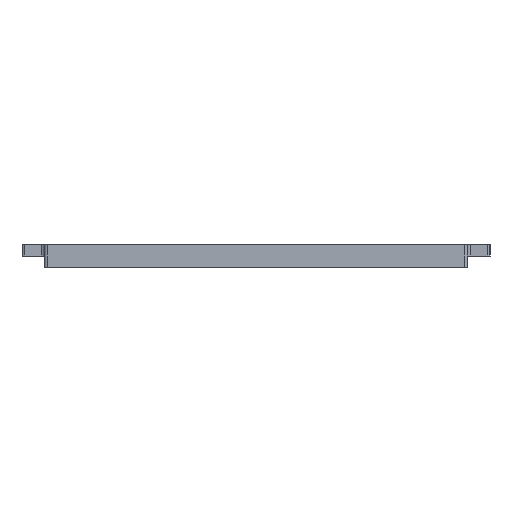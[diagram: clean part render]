
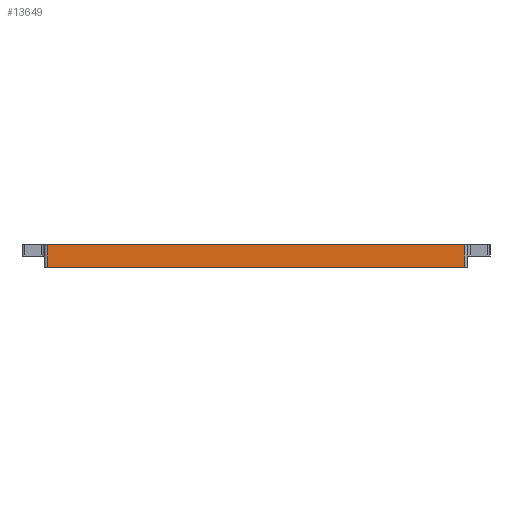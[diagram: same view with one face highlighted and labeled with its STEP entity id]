
A CAD part, left-side view. The second image highlights one B-rep face of the part: STEP entity #13649.
In plain terms, the highlighted planar face has unit normal (-1, 0, 0).
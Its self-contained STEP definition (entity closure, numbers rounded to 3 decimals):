
#131=PLANE('',#14720);
#651=FACE_OUTER_BOUND('',#1418,.T.);
#1418=EDGE_LOOP('',(#10530,#10531,#10532,#10533));
#2046=LINE('',#19254,#3721);
#2338=LINE('',#20281,#4013);
#2339=LINE('',#20284,#4014);
#2755=LINE('',#21390,#4430);
#3721=VECTOR('',#15404,10.);
#4013=VECTOR('',#16270,10.);
#4014=VECTOR('',#16273,10.);
#4430=VECTOR('',#16969,10.);
#5806=VERTEX_POINT('',#19251);
#5807=VERTEX_POINT('',#19253);
#6255=VERTEX_POINT('',#20279);
#6256=VERTEX_POINT('',#20283);
#7189=EDGE_CURVE('',#5806,#5807,#2046,.T.);
#7703=EDGE_CURVE('',#5807,#6255,#2338,.T.);
#7704=EDGE_CURVE('',#6255,#6256,#2339,.T.);
#8259=EDGE_CURVE('',#6256,#5806,#2755,.T.);
#10530=ORIENTED_EDGE('',*,*,#7703,.F.);
#10531=ORIENTED_EDGE('',*,*,#7189,.F.);
#10532=ORIENTED_EDGE('',*,*,#8259,.F.);
#10533=ORIENTED_EDGE('',*,*,#7704,.F.);
#13649=ADVANCED_FACE('',(#651),#131,.T.);
#14720=AXIS2_PLACEMENT_3D('',#21389,#16967,#16968);
#15404=DIRECTION('',(0.,-1.,0.));
#16270=DIRECTION('',(0.,0.,-1.));
#16273=DIRECTION('',(0.,1.,0.));
#16967=DIRECTION('center_axis',(-1.,0.,0.));
#16968=DIRECTION('ref_axis',(0.,-1.,0.));
#16969=DIRECTION('',(0.,0.,1.));
#19251=CARTESIAN_POINT('',(0.,-0.5,1.5));
#19253=CARTESIAN_POINT('',(0.,-75.7,1.5));
#19254=CARTESIAN_POINT('',(0.,0.,1.5));
#20279=CARTESIAN_POINT('',(0.,-75.7,-2.5));
#20281=CARTESIAN_POINT('',(0.,-75.7,0.));
#20283=CARTESIAN_POINT('',(0.,-0.5,-2.5));
#20284=CARTESIAN_POINT('',(0.,-76.2,-2.5));
#21389=CARTESIAN_POINT('Origin',(0.,0.,0.));
#21390=CARTESIAN_POINT('',(0.,-0.5,0.));
